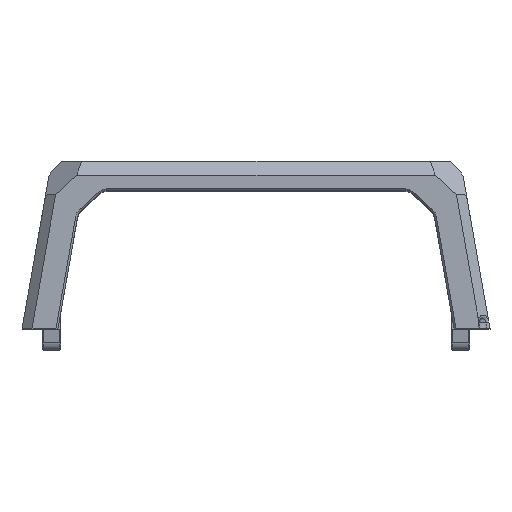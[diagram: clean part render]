
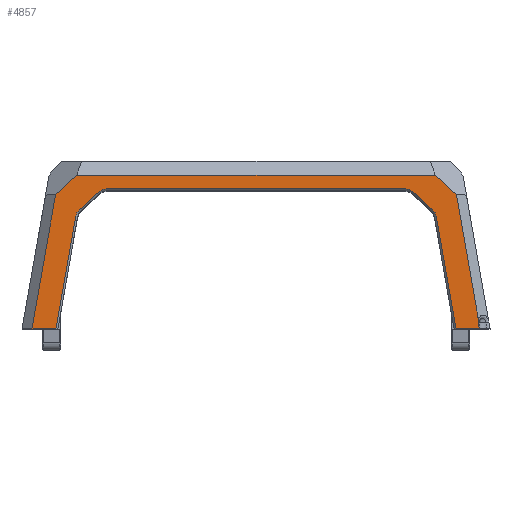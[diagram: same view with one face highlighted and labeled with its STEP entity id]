
A CAD part, top view. The second image highlights one B-rep face of the part: STEP entity #4857.
In plain terms, the highlighted planar face has unit normal (0, 0, 1).
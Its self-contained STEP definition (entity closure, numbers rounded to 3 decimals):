
#80=PLANE('',#5217);
#230=B_SPLINE_CURVE_WITH_KNOTS('',3,(#7496,#7497,#7498,#7499,#7500,#7501,
#7502,#7503),.UNSPECIFIED.,.F.,.F.,(4,2,2,4),(0.,0.037,0.086,
0.178),.UNSPECIFIED.);
#233=B_SPLINE_CURVE_WITH_KNOTS('',3,(#7573,#7574,#7575,#7576,#7577,#7578),
 .UNSPECIFIED.,.F.,.F.,(4,2,4),(0.,0.159,0.317),
 .UNSPECIFIED.);
#388=FACE_OUTER_BOUND('',#674,.T.);
#674=EDGE_LOOP('',(#3705,#3706,#3707,#3708,#3709,#3710,#3711,#3712,#3713,
#3714,#3715,#3716,#3717,#3718,#3719,#3720,#3721,#3722));
#905=LINE('',#7140,#1466);
#966=LINE('',#7287,#1527);
#969=LINE('',#7293,#1530);
#976=LINE('',#7554,#1537);
#978=LINE('',#7560,#1539);
#996=LINE('',#7646,#1557);
#1051=LINE('',#7773,#1612);
#1070=LINE('',#7820,#1631);
#1073=LINE('',#7826,#1634);
#1074=LINE('',#7827,#1635);
#1075=LINE('',#7829,#1636);
#1076=LINE('',#7833,#1637);
#1466=VECTOR('',#5592,1000.);
#1527=VECTOR('',#5709,1000.);
#1530=VECTOR('',#5716,1000.);
#1537=VECTOR('',#5737,1000.);
#1539=VECTOR('',#5745,1000.);
#1557=VECTOR('',#5827,1000.);
#1612=VECTOR('',#5932,1000.);
#1631=VECTOR('',#5975,1000.);
#1634=VECTOR('',#5982,1000.);
#1635=VECTOR('',#5983,1000.);
#1636=VECTOR('',#5984,1000.);
#1637=VECTOR('',#5987,1000.);
#2036=CIRCLE('',#5133,6.);
#2040=CIRCLE('',#5145,6.);
#2064=CIRCLE('',#5218,6.);
#2065=CIRCLE('',#5219,6.);
#2168=VERTEX_POINT('',#7137);
#2169=VERTEX_POINT('',#7139);
#2220=VERTEX_POINT('',#7271);
#2221=VERTEX_POINT('',#7273);
#2226=VERTEX_POINT('',#7284);
#2227=VERTEX_POINT('',#7286);
#2228=VERTEX_POINT('',#7292);
#2230=VERTEX_POINT('',#7495);
#2234=VERTEX_POINT('',#7552);
#2235=VERTEX_POINT('',#7556);
#2253=VERTEX_POINT('',#7645);
#2299=VERTEX_POINT('',#7770);
#2300=VERTEX_POINT('',#7772);
#2316=VERTEX_POINT('',#7819);
#2317=VERTEX_POINT('',#7825);
#2318=VERTEX_POINT('',#7828);
#2319=VERTEX_POINT('',#7830);
#2320=VERTEX_POINT('',#7832);
#2628=EDGE_CURVE('',#2169,#2168,#905,.T.);
#2696=EDGE_CURVE('',#2220,#2221,#2036,.T.);
#2701=EDGE_CURVE('',#2226,#2227,#966,.T.);
#2704=EDGE_CURVE('',#2228,#2227,#969,.T.);
#2707=EDGE_CURVE('',#2230,#2228,#230,.T.);
#2718=EDGE_CURVE('',#2221,#2234,#976,.T.);
#2720=EDGE_CURVE('',#2234,#2235,#2040,.T.);
#2721=EDGE_CURVE('',#2235,#2169,#978,.T.);
#2722=EDGE_CURVE('',#2168,#2230,#233,.T.);
#2754=EDGE_CURVE('',#2226,#2253,#996,.T.);
#2817=EDGE_CURVE('',#2300,#2299,#1051,.T.);
#2841=EDGE_CURVE('',#2316,#2220,#1070,.T.);
#2844=EDGE_CURVE('',#2253,#2317,#1073,.T.);
#2845=EDGE_CURVE('',#2317,#2300,#1074,.T.);
#2846=EDGE_CURVE('',#2299,#2318,#1075,.T.);
#2847=EDGE_CURVE('',#2318,#2319,#2064,.T.);
#2848=EDGE_CURVE('',#2319,#2320,#1076,.T.);
#2849=EDGE_CURVE('',#2320,#2316,#2065,.T.);
#3705=ORIENTED_EDGE('',*,*,#2754,.T.);
#3706=ORIENTED_EDGE('',*,*,#2844,.T.);
#3707=ORIENTED_EDGE('',*,*,#2845,.T.);
#3708=ORIENTED_EDGE('',*,*,#2817,.T.);
#3709=ORIENTED_EDGE('',*,*,#2846,.T.);
#3710=ORIENTED_EDGE('',*,*,#2847,.T.);
#3711=ORIENTED_EDGE('',*,*,#2848,.T.);
#3712=ORIENTED_EDGE('',*,*,#2849,.T.);
#3713=ORIENTED_EDGE('',*,*,#2841,.T.);
#3714=ORIENTED_EDGE('',*,*,#2696,.T.);
#3715=ORIENTED_EDGE('',*,*,#2718,.T.);
#3716=ORIENTED_EDGE('',*,*,#2720,.T.);
#3717=ORIENTED_EDGE('',*,*,#2721,.T.);
#3718=ORIENTED_EDGE('',*,*,#2628,.T.);
#3719=ORIENTED_EDGE('',*,*,#2722,.T.);
#3720=ORIENTED_EDGE('',*,*,#2707,.T.);
#3721=ORIENTED_EDGE('',*,*,#2704,.T.);
#3722=ORIENTED_EDGE('',*,*,#2701,.F.);
#4857=ADVANCED_FACE('',(#388),#80,.F.);
#5133=AXIS2_PLACEMENT_3D('',#7275,#5701,#5702);
#5145=AXIS2_PLACEMENT_3D('',#7558,#5741,#5742);
#5217=AXIS2_PLACEMENT_3D('',#7824,#5980,#5981);
#5218=AXIS2_PLACEMENT_3D('',#7831,#5985,#5986);
#5219=AXIS2_PLACEMENT_3D('',#7834,#5988,#5989);
#5592=DIRECTION('',(1.,0.,0.));
#5701=DIRECTION('center_axis',(0.,0.,
-1.));
#5702=DIRECTION('ref_axis',(-1.,0.,0.));
#5709=DIRECTION('',(0.732,-0.681,0.));
#5716=DIRECTION('',(-0.174,0.985,0.));
#5737=DIRECTION('',(0.732,-0.681,0.));
#5741=DIRECTION('center_axis',(0.,0.,
-1.));
#5742=DIRECTION('ref_axis',(-1.,0.,0.));
#5745=DIRECTION('',(0.174,-0.985,0.));
#5827=DIRECTION('',(-1.,0.,0.));
#5932=DIRECTION('',(1.,0.,0.));
#5975=DIRECTION('',(1.,0.,0.));
#5980=DIRECTION('center_axis',(0.,0.,
-1.));
#5981=DIRECTION('ref_axis',(-1.,0.,0.));
#5982=DIRECTION('',(-0.732,-0.681,0.));
#5983=DIRECTION('',(-0.174,-0.985,0.));
#5984=DIRECTION('',(0.174,0.985,0.));
#5985=DIRECTION('center_axis',(0.,0.,
-1.));
#5986=DIRECTION('ref_axis',(-1.,0.,0.));
#5987=DIRECTION('',(0.732,0.681,0.));
#5988=DIRECTION('center_axis',(0.,0.,
-1.));
#5989=DIRECTION('ref_axis',(-1.,0.,0.));
#7137=CARTESIAN_POINT('',(272.361,173.009,275.862));
#7139=CARTESIAN_POINT('',(260.638,173.009,275.862));
#7140=CARTESIAN_POINT('',(39.9,173.009,275.862));
#7271=CARTESIAN_POINT('',(234.982,244.009,275.862));
#7273=CARTESIAN_POINT('',(239.069,242.401,275.862));
#7275=CARTESIAN_POINT('Origin',(234.982,238.009,275.862));
#7284=CARTESIAN_POINT('',(250.099,251.009,275.862));
#7286=CARTESIAN_POINT('',(260.83,241.022,275.862));
#7287=CARTESIAN_POINT('',(133.961,359.085,275.862));
#7292=CARTESIAN_POINT('',(271.964,177.878,275.862));
#7293=CARTESIAN_POINT('',(251.264,295.278,275.862));
#7495=CARTESIAN_POINT('',(272.113,176.182,275.862));
#7496=CARTESIAN_POINT('Ctrl Pts',(272.113,176.182,275.862));
#7497=CARTESIAN_POINT('Ctrl Pts',(272.101,176.306,275.862));
#7498=CARTESIAN_POINT('Ctrl Pts',(272.091,176.429,275.862));
#7499=CARTESIAN_POINT('Ctrl Pts',(272.071,176.716,275.862));
#7500=CARTESIAN_POINT('Ctrl Pts',(272.062,176.878,275.862));
#7501=CARTESIAN_POINT('Ctrl Pts',(272.033,177.321,275.862));
#7502=CARTESIAN_POINT('Ctrl Pts',(272.011,177.613,275.862));
#7503=CARTESIAN_POINT('Ctrl Pts',(271.964,177.878,275.862));
#7552=CARTESIAN_POINT('',(248.762,233.381,275.862));
#7554=CARTESIAN_POINT('',(124.549,348.972,275.862));
#7556=CARTESIAN_POINT('',(250.583,230.031,275.862));
#7558=CARTESIAN_POINT('Origin',(244.674,228.989,275.862));
#7560=CARTESIAN_POINT('',(239.446,293.194,275.862));
#7573=CARTESIAN_POINT('Ctrl Pts',(272.361,173.009,275.862));
#7574=CARTESIAN_POINT('Ctrl Pts',(272.328,173.537,275.862));
#7575=CARTESIAN_POINT('Ctrl Pts',(272.292,174.069,275.862));
#7576=CARTESIAN_POINT('Ctrl Pts',(272.21,175.123,275.862));
#7577=CARTESIAN_POINT('Ctrl Pts',(272.164,175.656,275.862));
#7578=CARTESIAN_POINT('Ctrl Pts',(272.113,176.182,275.862));
#7645=CARTESIAN_POINT('',(67.701,251.009,275.862));
#7646=CARTESIAN_POINT('',(77.888,251.009,275.862));
#7770=CARTESIAN_POINT('',(57.162,173.009,275.862));
#7772=CARTESIAN_POINT('',(44.977,173.009,275.862));
#7773=CARTESIAN_POINT('',(39.9,173.009,275.862));
#7819=CARTESIAN_POINT('',(82.818,244.009,275.862));
#7820=CARTESIAN_POINT('',(39.9,244.009,275.862));
#7824=CARTESIAN_POINT('Origin',(39.9,258.009,275.862));
#7825=CARTESIAN_POINT('',(56.97,241.022,275.862));
#7826=CARTESIAN_POINT('',(56.293,240.393,275.862));
#7827=CARTESIAN_POINT('',(59.36,254.578,275.862));
#7828=CARTESIAN_POINT('',(67.217,230.031,275.862));
#7829=CARTESIAN_POINT('',(71.178,252.494,275.862));
#7830=CARTESIAN_POINT('',(69.038,233.381,275.862));
#7831=CARTESIAN_POINT('Origin',(73.126,228.989,275.862));
#7832=CARTESIAN_POINT('',(78.731,242.401,275.862));
#7833=CARTESIAN_POINT('',(65.705,230.279,275.862));
#7834=CARTESIAN_POINT('Origin',(82.818,238.009,275.862));
